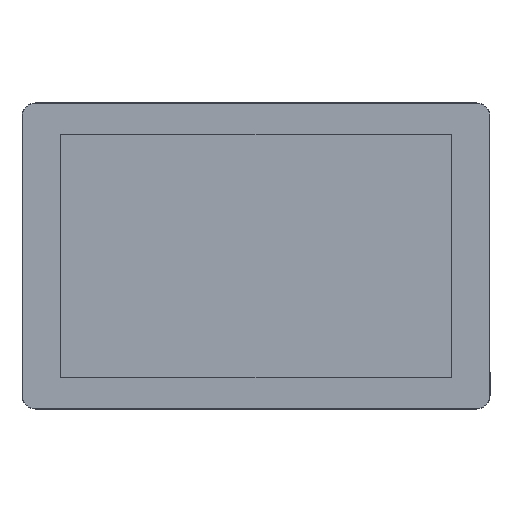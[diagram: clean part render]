
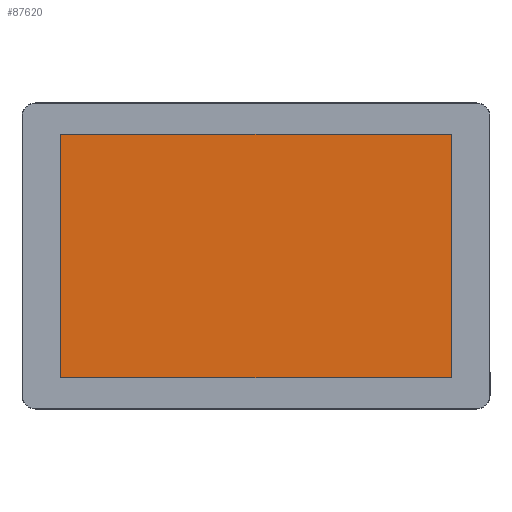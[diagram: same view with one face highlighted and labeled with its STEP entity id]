
A CAD part, top view. The second image highlights one B-rep face of the part: STEP entity #87620.
In plain terms, the highlighted planar face has unit normal (0, 0, 1).
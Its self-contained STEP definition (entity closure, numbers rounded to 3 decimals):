
#3031=PLANE('',#92620);
#6011=FACE_OUTER_BOUND('',#10737,.T.);
#10737=EDGE_LOOP('',(#60887,#60888,#60889,#60890));
#18776=LINE('',#126067,#28695);
#18780=LINE('',#126074,#28699);
#18783=LINE('',#126080,#28702);
#18785=LINE('',#126083,#28704);
#28695=VECTOR('',#100532,10.);
#28699=VECTOR('',#100538,10.);
#28702=VECTOR('',#100543,10.);
#28704=VECTOR('',#100547,10.);
#38602=VERTEX_POINT('',#126064);
#38603=VERTEX_POINT('',#126066);
#38605=VERTEX_POINT('',#126072);
#38607=VERTEX_POINT('',#126078);
#47387=EDGE_CURVE('',#38602,#38603,#18776,.T.);
#47391=EDGE_CURVE('',#38605,#38602,#18780,.T.);
#47394=EDGE_CURVE('',#38607,#38605,#18783,.T.);
#47396=EDGE_CURVE('',#38603,#38607,#18785,.T.);
#60887=ORIENTED_EDGE('',*,*,#47387,.F.);
#60888=ORIENTED_EDGE('',*,*,#47391,.F.);
#60889=ORIENTED_EDGE('',*,*,#47394,.F.);
#60890=ORIENTED_EDGE('',*,*,#47396,.F.);
#87620=ADVANCED_FACE('',(#6011),#3031,.T.);
#92620=AXIS2_PLACEMENT_3D('',#126084,#100548,#100549);
#100532=DIRECTION('',(0.,1.,0.));
#100538=DIRECTION('',(-1.,0.,0.));
#100543=DIRECTION('',(0.,-1.,0.));
#100547=DIRECTION('',(1.,0.,0.));
#100548=DIRECTION('center_axis',(0.,0.,1.));
#100549=DIRECTION('ref_axis',(1.,0.,0.));
#126064=CARTESIAN_POINT('',(10.794,11.059,1.8));
#126066=CARTESIAN_POINT('',(10.794,173.659,1.8));
#126067=CARTESIAN_POINT('',(10.794,11.059,1.8));
#126072=CARTESIAN_POINT('',(271.314,11.059,1.8));
#126074=CARTESIAN_POINT('',(271.314,11.059,1.8));
#126078=CARTESIAN_POINT('',(271.314,173.659,1.8));
#126080=CARTESIAN_POINT('',(271.314,173.659,1.8));
#126083=CARTESIAN_POINT('',(10.794,173.659,1.8));
#126084=CARTESIAN_POINT('Origin',(141.054,92.359,1.8));
